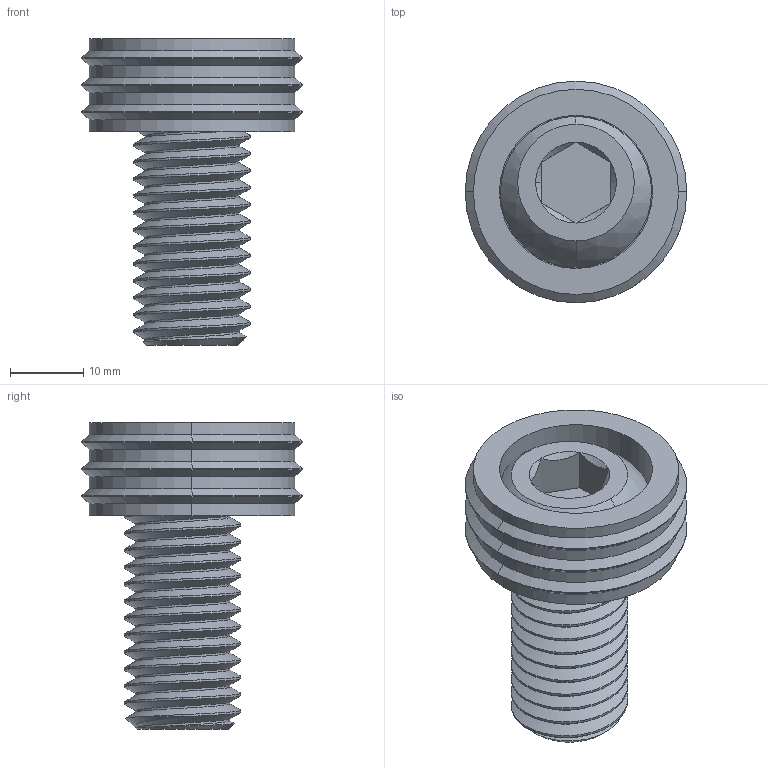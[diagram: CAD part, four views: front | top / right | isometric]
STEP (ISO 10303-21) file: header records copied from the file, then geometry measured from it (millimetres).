
FILE_DESCRIPTION (( 'STEP AP214' ), '1' );
FILE_NAME ('22592.STEP', '2017-04-07T13:37:38', ( 'Mike W' ), ( '' ), 'SwSTEP 2.0', 'SolidWorks 2017', '' );
FILE_SCHEMA (( 'AUTOMOTIVE_DESIGN' ));
Length unit declared in the file: inch
Products named in the file (3): 10375_10375; 12592_12592; 22592
Assembly tree (2 placements, depth 2):
  22592
    12592_12592
    10375_10375
Bounding box: 30.16 x 30.16 x 41.78 mm (x, y, z)
Volume: 11149.1 mm3; surface area: 6565.5 mm2
Topology: 2 solids, 2 shells, 87 faces, 201 edges, 121 vertices
Faces by surface type: cylinder 47, cone 21, plane 14, bspline 3, sphere 2
Entity records: 5539 total; most frequent: CARTESIAN_POINT 3624, ORIENTED_EDGE 402, DIRECTION 358, EDGE_CURVE 201, AXIS2_PLACEMENT_3D 142, VERTEX_POINT 121, EDGE_LOOP 92, FACE_OUTER_BOUND 87
